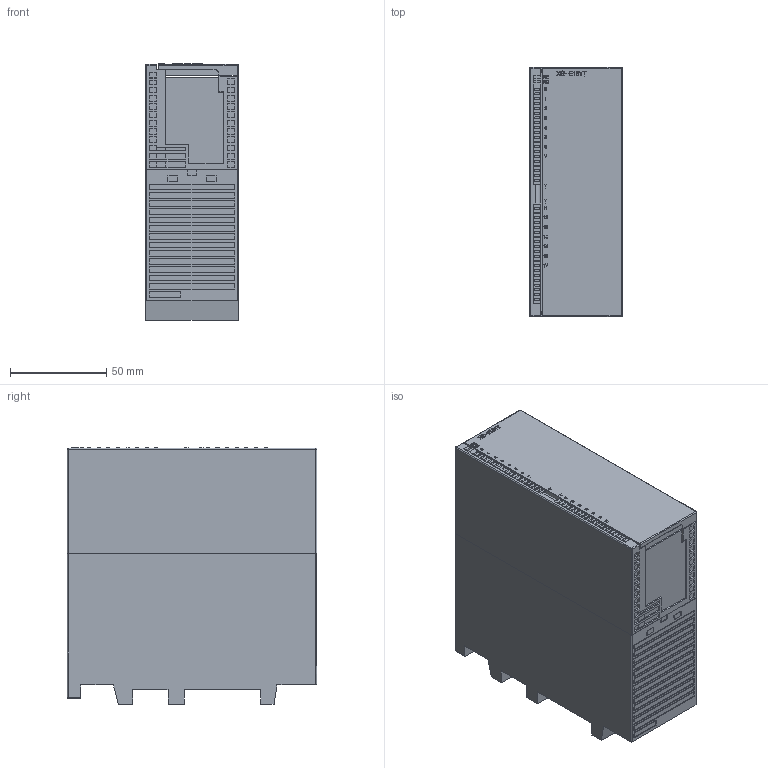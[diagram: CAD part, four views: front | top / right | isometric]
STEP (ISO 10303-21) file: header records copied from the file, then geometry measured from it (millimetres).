
FILE_DESCRIPTION(/* description */ (''),/* implementation_level */ '2;1');
FILE_NAME(/* name */ 'XG-E16YT',/* time_stamp */ '2022-09-12T14:10:43+08:00',/* author */ (''),/* organization */ (''),/* preprocessor_version */ 'ST-DEVELOPER v16.5',/* originating_system */ '',/* authorisation */ '');
FILE_SCHEMA (('CONFIG_CONTROL_DESIGN'));
Length unit declared in the file: millimetre
Products named in the file (1): Document
Bounding box: 48 x 130 x 133.49 mm (x, y, z)
Volume: 764853.2 mm3; surface area: 88236.1 mm2
Topology: 1 solids, 39 shells, 1646 faces, 5144 edges, 3574 vertices
Faces by surface type: plane 1470, bspline 116, cylinder 60
Entity records: 54756 total; most frequent: CARTESIAN_POINT 21331, ORIENTED_EDGE 9772, EDGE_CURVE 5141, B_SPLINE_CURVE_WITH_KNOTS 4804, VERTEX_POINT 3574, EDGE_LOOP 1859, ADVANCED_FACE 1646, FACE_OUTER_BOUND 1646
